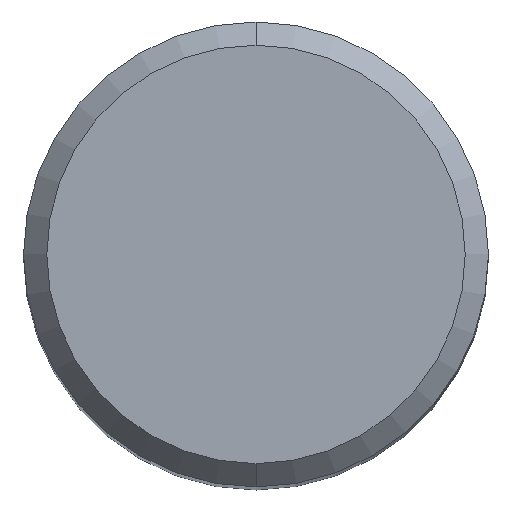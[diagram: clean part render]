
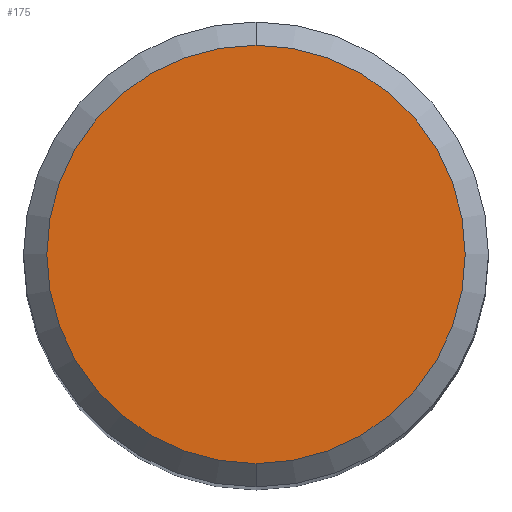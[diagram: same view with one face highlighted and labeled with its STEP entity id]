
A CAD part, top view. The second image highlights one B-rep face of the part: STEP entity #175.
In plain terms, the highlighted planar face has unit normal (0, 0, 1).
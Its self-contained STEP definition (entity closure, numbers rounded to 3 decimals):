
#119=EDGE_CURVE('',#121,#127,#274,.T.);
#121=VERTEX_POINT('',#276);
#127=VERTEX_POINT('',#283);
#151=EDGE_CURVE('',#127,#121,#310,.T.);
#175=ADVANCED_FACE('',(#338),#339,.T.);
#274=CIRCLE('',#443,4.5);
#276=CARTESIAN_POINT('',(0.,-4.5,0.0));
#283=CARTESIAN_POINT('',(0.0,4.5,0.0));
#310=CIRCLE('',#489,4.5);
#338=FACE_OUTER_BOUND('',#521,.T.);
#339=PLANE('',#522);
#443=AXIS2_PLACEMENT_3D('',#642,#643,#644);
#489=AXIS2_PLACEMENT_3D('',#685,#686,#687);
#521=EDGE_LOOP('',(#726,#727));
#522=AXIS2_PLACEMENT_3D('',#728,#729,#730);
#642=CARTESIAN_POINT('',(0.0,0.0,0.0));
#643=DIRECTION('',(0.0,0.0,-1.0));
#644=DIRECTION('',(0.0,1.0,0.0));
#685=CARTESIAN_POINT('',(0.0,0.0,0.0));
#686=DIRECTION('',(0.0,0.0,-1.0));
#687=DIRECTION('',(0.0,1.0,0.0));
#726=ORIENTED_EDGE('',*,*,#151,.F.);
#727=ORIENTED_EDGE('',*,*,#119,.F.);
#728=CARTESIAN_POINT('',(0.0,2.25,0.0));
#729=DIRECTION('',(-0.0,0.0,1.0));
#730=DIRECTION('',(0.0,-1.0,0.0));
